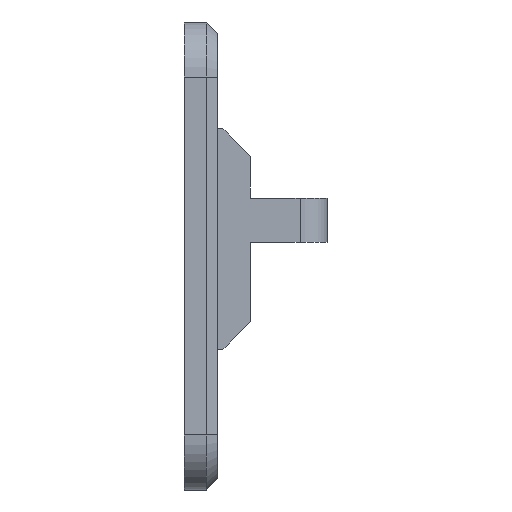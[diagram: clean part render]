
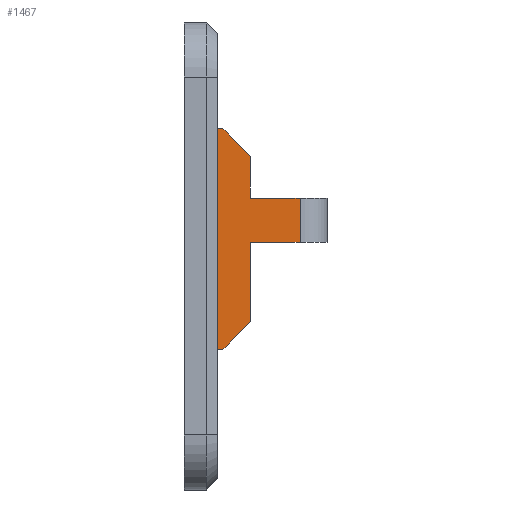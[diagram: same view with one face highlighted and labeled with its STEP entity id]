
A CAD part, left-side view. The second image highlights one B-rep face of the part: STEP entity #1467.
In plain terms, the highlighted planar face has unit normal (-1, 0, 0).
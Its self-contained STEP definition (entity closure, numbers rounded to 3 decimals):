
#12 = ORIENTED_EDGE ( 'NONE', *, *, #2678, .T. ) ;
#125 = VECTOR ( 'NONE', #1727, 1000. ) ;
#146 = DIRECTION ( 'NONE',  ( 0., -0.707, 0.707 ) ) ;
#233 = EDGE_CURVE ( 'NONE', #2824, #238, #1813, .T. ) ;
#238 = VERTEX_POINT ( 'NONE', #2726 ) ;
#271 = CARTESIAN_POINT ( 'NONE',  ( -13.909, -1.2, -3.383 ) ) ;
#322 = ORIENTED_EDGE ( 'NONE', *, *, #1569, .T. ) ;
#403 = ORIENTED_EDGE ( 'NONE', *, *, #2293, .F. ) ;
#432 = VERTEX_POINT ( 'NONE', #991 ) ;
#484 = LINE ( 'NONE', #1040, #2195 ) ;
#538 = VECTOR ( 'NONE', #2165, 1000. ) ;
#812 = DIRECTION ( 'NONE',  ( 0., 0., -1. ) ) ;
#887 = CARTESIAN_POINT ( 'NONE',  ( -13.909, -4., 2.1 ) ) ;
#896 = DIRECTION ( 'NONE',  ( 0., 0., -1. ) ) ;
#910 = VECTOR ( 'NONE', #982, 1000. ) ;
#935 = VERTEX_POINT ( 'NONE', #1789 ) ;
#982 = DIRECTION ( 'NONE',  ( 0., 0., 1. ) ) ;
#991 = CARTESIAN_POINT ( 'NONE',  ( -13.909, -0.2, -3.383 ) ) ;
#1040 = CARTESIAN_POINT ( 'NONE',  ( -13.909, -1.2, 4.617 ) ) ;
#1052 = CARTESIAN_POINT ( 'NONE',  ( -13.909, -1.2, 3.617 ) ) ;
#1054 = VECTOR ( 'NONE', #812, 1000. ) ;
#1059 = DIRECTION ( 'NONE',  ( 0., 1., 0. ) ) ;
#1061 = LINE ( 'NONE', #3116, #2253 ) ;
#1109 = VERTEX_POINT ( 'NONE', #2799 ) ;
#1142 = LINE ( 'NONE', #271, #1054 ) ;
#1159 = VERTEX_POINT ( 'NONE', #2123 ) ;
#1196 = ORIENTED_EDGE ( 'NONE', *, *, #2378, .F. ) ;
#1281 = LINE ( 'NONE', #2465, #2715 ) ;
#1427 = VECTOR ( 'NONE', #146, 1000. ) ;
#1467 = ADVANCED_FACE ( 'NONE', ( #3292 ), #2998, .F. ) ;
#1525 = DIRECTION ( 'NONE',  ( 1., 0., 0. ) ) ;
#1558 = LINE ( 'NONE', #1052, #538 ) ;
#1559 = EDGE_CURVE ( 'NONE', #1159, #1614, #2796, .T. ) ;
#1569 = EDGE_CURVE ( 'NONE', #2696, #935, #1558, .T. ) ;
#1586 = CARTESIAN_POINT ( 'NONE',  ( -13.909, -1.2, 3.617 ) ) ;
#1614 = VERTEX_POINT ( 'NONE', #2548 ) ;
#1683 = VERTEX_POINT ( 'NONE', #3772 ) ;
#1727 = DIRECTION ( 'NONE',  ( 0., 0., -1. ) ) ;
#1789 = CARTESIAN_POINT ( 'NONE',  ( -13.909, -0.2, 4.617 ) ) ;
#1813 = LINE ( 'NONE', #3012, #2880 ) ;
#2009 = EDGE_CURVE ( 'NONE', #1159, #1109, #1281, .T. ) ;
#2012 = EDGE_LOOP ( 'NONE', ( #2721, #12, #1196, #3678, #2513, #3689, #403, #322, #2129, #3748 ) ) ;
#2076 = DIRECTION ( 'NONE',  ( 0., 1., 0. ) ) ;
#2123 = CARTESIAN_POINT ( 'NONE',  ( -13.909, -3., 0.5 ) ) ;
#2129 = ORIENTED_EDGE ( 'NONE', *, *, #2680, .T. ) ;
#2165 = DIRECTION ( 'NONE',  ( 0., 0.707, 0.707 ) ) ;
#2195 = VECTOR ( 'NONE', #1059, 1000. ) ;
#2253 = VECTOR ( 'NONE', #3389, 1000. ) ;
#2264 = CARTESIAN_POINT ( 'NONE',  ( -13.909, -1.2, -2.383 ) ) ;
#2273 = VERTEX_POINT ( 'NONE', #2804 ) ;
#2293 = EDGE_CURVE ( 'NONE', #2696, #1683, #1142, .T. ) ;
#2378 = EDGE_CURVE ( 'NONE', #1109, #2273, #2586, .T. ) ;
#2391 = DIRECTION ( 'NONE',  ( 0., 1., 0. ) ) ;
#2413 = EDGE_CURVE ( 'NONE', #1614, #1683, #3544, .T. ) ;
#2465 = CARTESIAN_POINT ( 'NONE',  ( -13.909, -4., 0.5 ) ) ;
#2478 = VECTOR ( 'NONE', #2076, 1000. ) ;
#2513 = ORIENTED_EDGE ( 'NONE', *, *, #1559, .T. ) ;
#2528 = CARTESIAN_POINT ( 'NONE',  ( -13.909, 0., 4.617 ) ) ;
#2548 = CARTESIAN_POINT ( 'NONE',  ( -13.909, -3., 2.1 ) ) ;
#2586 = LINE ( 'NONE', #3199, #125 ) ;
#2678 = EDGE_CURVE ( 'NONE', #432, #2273, #3136, .T. ) ;
#2680 = EDGE_CURVE ( 'NONE', #935, #2824, #484, .T. ) ;
#2696 = VERTEX_POINT ( 'NONE', #1586 ) ;
#2715 = VECTOR ( 'NONE', #2391, 1000. ) ;
#2721 = ORIENTED_EDGE ( 'NONE', *, *, #3660, .F. ) ;
#2726 = CARTESIAN_POINT ( 'NONE',  ( -13.909, 0., -3.383 ) ) ;
#2796 = LINE ( 'NONE', #3053, #910 ) ;
#2799 = CARTESIAN_POINT ( 'NONE',  ( -13.909, -1.2, 0.5 ) ) ;
#2804 = CARTESIAN_POINT ( 'NONE',  ( -13.909, -1.2, -2.383 ) ) ;
#2824 = VERTEX_POINT ( 'NONE', #2528 ) ;
#2880 = VECTOR ( 'NONE', #896, 1000. ) ;
#2998 = PLANE ( 'NONE',  #3753 ) ;
#3012 = CARTESIAN_POINT ( 'NONE',  ( -13.909, 0., -3.383 ) ) ;
#3053 = CARTESIAN_POINT ( 'NONE',  ( -13.909, -3., 2.1 ) ) ;
#3116 = CARTESIAN_POINT ( 'NONE',  ( -13.909, -1.2, -3.383 ) ) ;
#3136 = LINE ( 'NONE', #2264, #1427 ) ;
#3199 = CARTESIAN_POINT ( 'NONE',  ( -13.909, -1.2, -3.383 ) ) ;
#3292 = FACE_OUTER_BOUND ( 'NONE', #2012, .T. ) ;
#3308 = DIRECTION ( 'NONE',  ( 0., 0., -1. ) ) ;
#3389 = DIRECTION ( 'NONE',  ( 0., 1., 0. ) ) ;
#3544 = LINE ( 'NONE', #887, #2478 ) ;
#3560 = CARTESIAN_POINT ( 'NONE',  ( -13.909, -1.2, -3.383 ) ) ;
#3660 = EDGE_CURVE ( 'NONE', #432, #238, #1061, .T. ) ;
#3678 = ORIENTED_EDGE ( 'NONE', *, *, #2009, .F. ) ;
#3689 = ORIENTED_EDGE ( 'NONE', *, *, #2413, .T. ) ;
#3748 = ORIENTED_EDGE ( 'NONE', *, *, #233, .T. ) ;
#3753 = AXIS2_PLACEMENT_3D ( 'NONE', #3560, #1525, #3308 ) ;
#3772 = CARTESIAN_POINT ( 'NONE',  ( -13.909, -1.2, 2.1 ) ) ;
